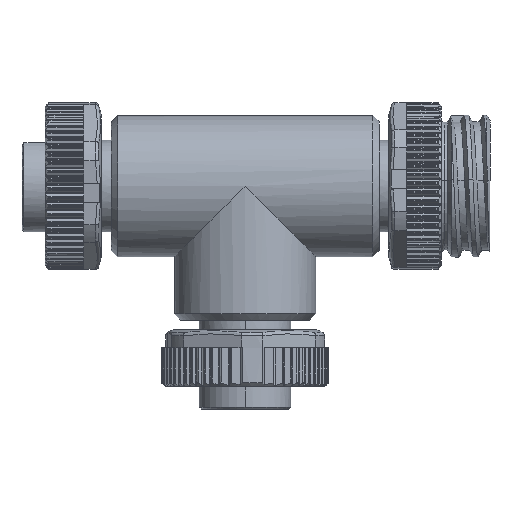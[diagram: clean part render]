
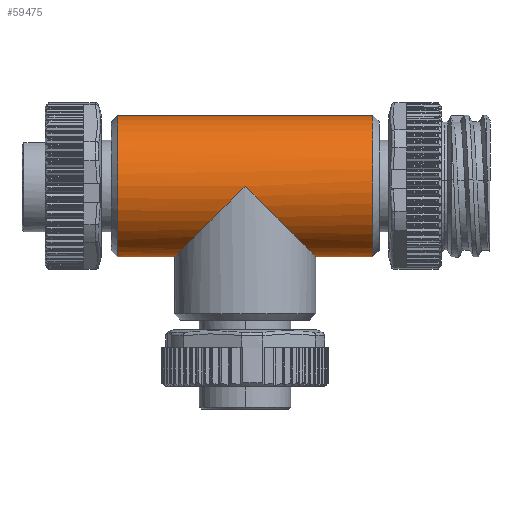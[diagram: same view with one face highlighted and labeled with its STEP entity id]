
A CAD part, front view. The second image highlights one B-rep face of the part: STEP entity #59475.
In plain terms, the highlighted cylindrical face has radius 11 mm (diameter 22 mm), a partial arc.
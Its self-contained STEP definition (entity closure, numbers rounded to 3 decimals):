
#59442=AXIS2_PLACEMENT_3D('Cylinder Axis2P3D',#59439,#59440,#59441) ;
#59463=AXIS2_PLACEMENT_3D('Circle Axis2P3D',#59461,#59462,$) ;
#59306=CARTESIAN_POINT('Vertex',(45.8,13.,23.8)) ;
#59313=CARTESIAN_POINT('Vertex',(23.8,13.,23.8)) ;
#59357=CARTESIAN_POINT('Control Point',(45.8,13.,23.8)) ;
#59358=CARTESIAN_POINT('Control Point',(45.8,11.291,23.8)) ;
#59359=CARTESIAN_POINT('Control Point',(45.468,9.582,24.132)) ;
#59360=CARTESIAN_POINT('Control Point',(44.804,7.986,24.796)) ;
#59361=CARTESIAN_POINT('Control Point',(42.829,4.99,26.771)) ;
#59362=CARTESIAN_POINT('Control Point',(39.974,3.042,29.626)) ;
#59363=CARTESIAN_POINT('Control Point',(38.291,2.346,31.309)) ;
#59364=CARTESIAN_POINT('Control Point',(36.545,2.,33.055)) ;
#59365=CARTESIAN_POINT('Control Point',(34.8,2.,34.8)) ;
#59366=CARTESIAN_POINT('Vertex',(34.8,2.,34.8)) ;
#59370=CARTESIAN_POINT('Control Point',(34.8,2.,34.8)) ;
#59371=CARTESIAN_POINT('Control Point',(33.81,2.,33.81)) ;
#59372=CARTESIAN_POINT('Control Point',(32.82,2.111,32.82)) ;
#59373=CARTESIAN_POINT('Control Point',(31.841,2.334,31.841)) ;
#59374=CARTESIAN_POINT('Control Point',(29.934,3.005,29.934)) ;
#59375=CARTESIAN_POINT('Control Point',(28.198,4.112,28.198)) ;
#59376=CARTESIAN_POINT('Control Point',(27.389,4.771,27.389)) ;
#59377=CARTESIAN_POINT('Control Point',(25.702,6.518,25.702)) ;
#59378=CARTESIAN_POINT('Control Point',(24.512,8.733,24.512)) ;
#59379=CARTESIAN_POINT('Control Point',(24.037,10.11,24.037)) ;
#59380=CARTESIAN_POINT('Control Point',(23.8,11.555,23.8)) ;
#59381=CARTESIAN_POINT('Control Point',(23.8,13.,23.8)) ;
#59396=CARTESIAN_POINT('Line Origine',(13.9,13.,23.8)) ;
#59400=CARTESIAN_POINT('Vertex',(14.9,13.,23.8)) ;
#59407=CARTESIAN_POINT('Vertex',(14.9,13.,45.8)) ;
#59410=CARTESIAN_POINT('Line Origine',(13.9,13.,45.8)) ;
#59414=CARTESIAN_POINT('Vertex',(54.7,13.,45.8)) ;
#59421=CARTESIAN_POINT('Vertex',(54.7,13.,23.8)) ;
#59424=CARTESIAN_POINT('Line Origine',(13.9,13.,23.8)) ;
#59439=CARTESIAN_POINT('Axis2P3D Location',(13.9,13.,34.8)) ;
#59445=CARTESIAN_POINT('Control Point',(54.7,13.,23.8)) ;
#59446=CARTESIAN_POINT('Control Point',(54.7,11.272,23.8)) ;
#59447=CARTESIAN_POINT('Control Point',(54.7,9.544,24.139)) ;
#59448=CARTESIAN_POINT('Control Point',(54.7,7.905,24.818)) ;
#59449=CARTESIAN_POINT('Control Point',(54.7,4.982,26.782)) ;
#59450=CARTESIAN_POINT('Control Point',(54.7,3.018,29.705)) ;
#59451=CARTESIAN_POINT('Control Point',(54.7,2.339,31.344)) ;
#59452=CARTESIAN_POINT('Control Point',(54.7,1.661,34.8)) ;
#59453=CARTESIAN_POINT('Control Point',(54.7,2.339,38.256)) ;
#59454=CARTESIAN_POINT('Control Point',(54.7,3.018,39.895)) ;
#59455=CARTESIAN_POINT('Control Point',(54.7,4.982,42.818)) ;
#59456=CARTESIAN_POINT('Control Point',(54.7,7.905,44.782)) ;
#59457=CARTESIAN_POINT('Control Point',(54.7,9.544,45.461)) ;
#59458=CARTESIAN_POINT('Control Point',(54.7,11.272,45.8)) ;
#59459=CARTESIAN_POINT('Control Point',(54.7,13.,45.8)) ;
#59461=CARTESIAN_POINT('Axis2P3D Location',(14.9,13.,34.8)) ;
#59397=DIRECTION('Vector Direction',(1.,0.,0.)) ;
#59411=DIRECTION('Vector Direction',(1.,0.,0.)) ;
#59425=DIRECTION('Vector Direction',(1.,0.,0.)) ;
#59440=DIRECTION('Axis2P3D Direction',(1.,0.,0.)) ;
#59441=DIRECTION('Axis2P3D XDirection',(0.,0.,1.)) ;
#59462=DIRECTION('Axis2P3D Direction',(1.,0.,0.)) ;
#59398=VECTOR('Line Direction',#59397,1.) ;
#59412=VECTOR('Line Direction',#59411,1.) ;
#59426=VECTOR('Line Direction',#59425,1.) ;
#59467=ORIENTED_EDGE('',*,*,#59428,.T.) ;
#59468=ORIENTED_EDGE('',*,*,#59460,.T.) ;
#59469=ORIENTED_EDGE('',*,*,#59416,.T.) ;
#59470=ORIENTED_EDGE('',*,*,#59465,.T.) ;
#59471=ORIENTED_EDGE('',*,*,#59402,.T.) ;
#59472=ORIENTED_EDGE('',*,*,#59382,.F.) ;
#59473=ORIENTED_EDGE('',*,*,#59368,.F.) ;
#59475=ADVANCED_FACE('Hauptkoerper',(#59474),#59443,.T.) ;
#59356=B_SPLINE_CURVE_WITH_KNOTS('',5,(#59357,#59358,#59359,#59360,#59361,#59362,#59363,#59364,#59365),.UNSPECIFIED.,.F.,.U.,(6,3,6),(0.,17.091,36.604),.UNSPECIFIED.) ;
#59369=B_SPLINE_CURVE_WITH_KNOTS('',5,(#59370,#59371,#59372,#59373,#59374,#59375,#59376,#59377,#59378,#59379,#59380,#59381),.UNSPECIFIED.,.F.,.U.,(6,3,3,6),(0.,11.066,22.132,36.58),.UNSPECIFIED.) ;
#59444=B_SPLINE_CURVE_WITH_KNOTS('',5,(#59445,#59446,#59447,#59448,#59449,#59450,#59451,#59452,#59453,#59454,#59455,#59456,#59457,#59458,#59459),.UNSPECIFIED.,.F.,.U.,(6,3,3,3,6),(-17.279,-8.639,0.,8.639,17.279),.UNSPECIFIED.) ;
#59464=CIRCLE('generated circle',#59463,11.) ;
#59443=CYLINDRICAL_SURFACE('generated cylinder',#59442,11.) ;
#59368=EDGE_CURVE('',#59307,#59367,#59356,.T.) ;
#59382=EDGE_CURVE('',#59367,#59314,#59369,.T.) ;
#59402=EDGE_CURVE('',#59401,#59314,#59399,.T.) ;
#59416=EDGE_CURVE('',#59415,#59408,#59413,.F.) ;
#59428=EDGE_CURVE('',#59307,#59422,#59427,.T.) ;
#59460=EDGE_CURVE('',#59422,#59415,#59444,.T.) ;
#59465=EDGE_CURVE('',#59408,#59401,#59464,.T.) ;
#59466=EDGE_LOOP('',(#59467,#59468,#59469,#59470,#59471,#59472,#59473)) ;
#59474=FACE_OUTER_BOUND('',#59466,.T.) ;
#59399=LINE('Line',#59396,#59398) ;
#59413=LINE('Line',#59410,#59412) ;
#59427=LINE('Line',#59424,#59426) ;
#59307=VERTEX_POINT('',#59306) ;
#59314=VERTEX_POINT('',#59313) ;
#59367=VERTEX_POINT('',#59366) ;
#59401=VERTEX_POINT('',#59400) ;
#59408=VERTEX_POINT('',#59407) ;
#59415=VERTEX_POINT('',#59414) ;
#59422=VERTEX_POINT('',#59421) ;
